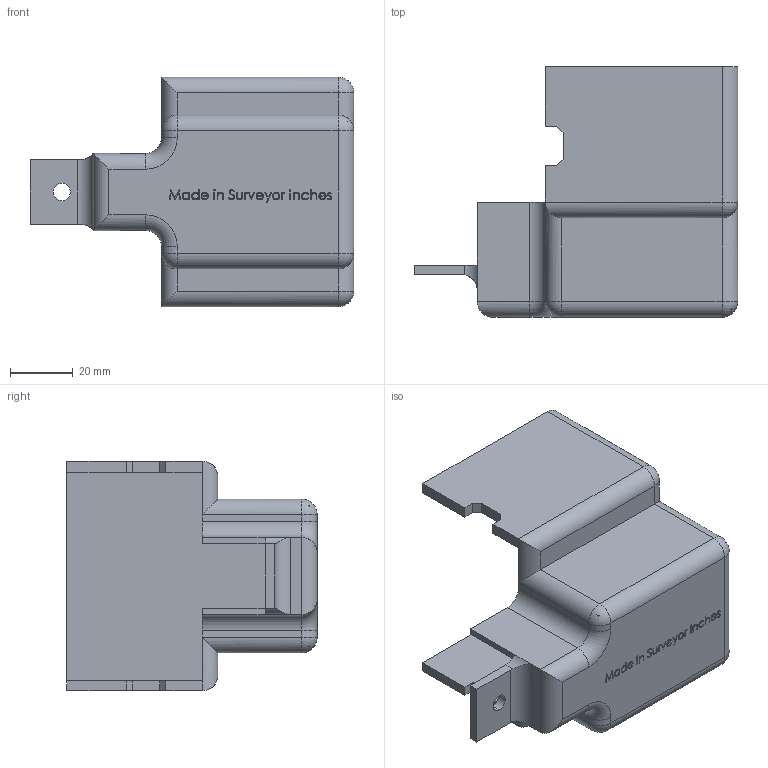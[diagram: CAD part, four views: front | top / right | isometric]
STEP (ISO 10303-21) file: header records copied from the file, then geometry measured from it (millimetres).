
FILE_DESCRIPTION (( 'STEP AP214' ), '1' );
FILE_NAME ('x axis cover.STEP', '2021-04-12T01:22:01', ( '' ), ( '' ), 'SwSTEP 2.0', 'SolidWorks 2020', '' );
FILE_SCHEMA (( 'AUTOMOTIVE_DESIGN' ));
Length unit declared in the file: millimetre
Products named in the file (1): x axis cover
Bounding box: 102.79 x 79.54 x 72.91 mm (x, y, z)
Volume: 54186.8 mm3; surface area: 43379.4 mm2
Topology: 1 solids, 1 shells, 349 faces, 928 edges, 602 vertices
Faces by surface type: plane 178, bspline 136, cylinder 27, sphere 6, torus 2
Entity records: 16650 total; most frequent: CARTESIAN_POINT 8916, ORIENTED_EDGE 1844, DIRECTION 1106, EDGE_CURVE 922, LINE 602, VECTOR 602, VERTEX_POINT 602, EDGE_LOOP 378
